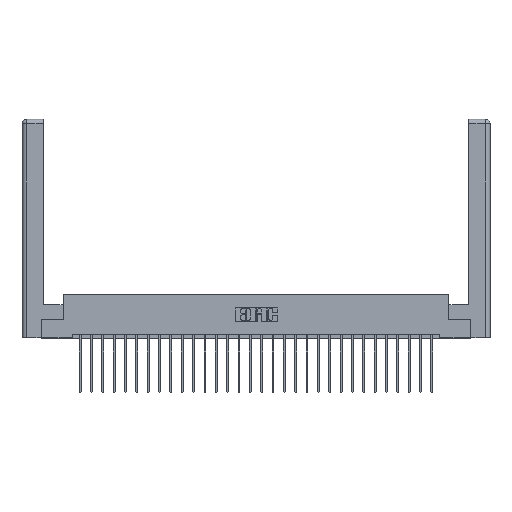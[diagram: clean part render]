
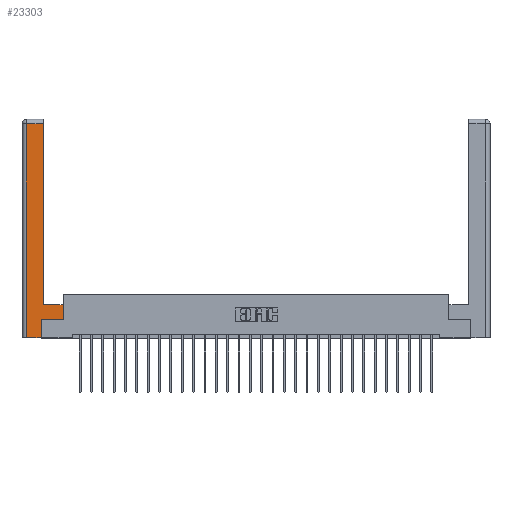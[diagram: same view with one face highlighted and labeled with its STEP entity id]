
A CAD part, top view. The second image highlights one B-rep face of the part: STEP entity #23303.
In plain terms, the highlighted planar face has unit normal (0, 0, 1).
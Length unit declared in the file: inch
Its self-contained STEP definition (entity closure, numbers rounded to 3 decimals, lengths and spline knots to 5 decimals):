
#68 = ORIENTED_EDGE ( 'NONE', *, *, #6345, .T. ) ;
#434 = EDGE_CURVE ( 'NONE', #3173, #3837, #15538, .T. ) ;
#1011 = DIRECTION ( 'NONE',  ( -1., 0., 0. ) ) ;
#1145 = DIRECTION ( 'NONE',  ( 0., 1., 0. ) ) ;
#2350 = ORIENTED_EDGE ( 'NONE', *, *, #24786, .T. ) ;
#2882 = CARTESIAN_POINT ( 'NONE',  ( 0.295, 0.45, 0. ) ) ;
#3142 = DIRECTION ( 'NONE',  ( 0., 0., -1. ) ) ;
#3153 = VERTEX_POINT ( 'NONE', #13066 ) ;
#3173 = VERTEX_POINT ( 'NONE', #9278 ) ;
#3216 = LINE ( 'NONE', #13573, #19556 ) ;
#3272 = VERTEX_POINT ( 'NONE', #13989 ) ;
#3381 = CARTESIAN_POINT ( 'NONE',  ( 0.265, 0., 0. ) ) ;
#3745 = EDGE_CURVE ( 'NONE', #25561, #3173, #12129, .T. ) ;
#3837 = VERTEX_POINT ( 'NONE', #26646 ) ;
#4330 = CARTESIAN_POINT ( 'NONE',  ( 0.265, 0.245, 0. ) ) ;
#5379 = EDGE_LOOP ( 'NONE', ( #12336, #28524, #16631, #68, #15523, #2350, #20891, #19987 ) ) ;
#5815 = VECTOR ( 'NONE', #19850, 39.37008 ) ;
#6345 = EDGE_CURVE ( 'NONE', #22200, #3272, #25328, .T. ) ;
#6869 = DIRECTION ( 'NONE',  ( -1., 0., 0. ) ) ;
#7245 = DIRECTION ( 'NONE',  ( -1., 0., 0. ) ) ;
#8274 = CARTESIAN_POINT ( 'NONE',  ( 0.0615, 2.94, 0. ) ) ;
#9005 = LINE ( 'NONE', #26310, #16633 ) ;
#9278 = CARTESIAN_POINT ( 'NONE',  ( 0.565, 0.45, 0. ) ) ;
#9447 = CARTESIAN_POINT ( 'NONE',  ( 0.565, 0.245, 0. ) ) ;
#10191 = PLANE ( 'NONE',  #18416 ) ;
#11047 = LINE ( 'NONE', #4330, #5815 ) ;
#11167 = EDGE_CURVE ( 'NONE', #3272, #20716, #11047, .T. ) ;
#11393 = VECTOR ( 'NONE', #7245, 39.37008 ) ;
#11812 = VERTEX_POINT ( 'NONE', #8274 ) ;
#12129 = LINE ( 'NONE', #14387, #25356 ) ;
#12326 = DIRECTION ( 'NONE',  ( 1., 0., 0. ) ) ;
#12336 = ORIENTED_EDGE ( 'NONE', *, *, #17775, .T. ) ;
#12685 = CARTESIAN_POINT ( 'NONE',  ( 0.0615, 0., 0. ) ) ;
#13066 = CARTESIAN_POINT ( 'NONE',  ( 0.295, 2.94, 0. ) ) ;
#13573 = CARTESIAN_POINT ( 'NONE',  ( 0.0615, 2.94, 0. ) ) ;
#13950 = FACE_OUTER_BOUND ( 'NONE', #5379, .T. ) ;
#13989 = CARTESIAN_POINT ( 'NONE',  ( 0.265, 0., 0. ) ) ;
#14181 = CARTESIAN_POINT ( 'NONE',  ( 0.295, 3., 0. ) ) ;
#14387 = CARTESIAN_POINT ( 'NONE',  ( 0.565, 0.45, 0. ) ) ;
#14558 = DIRECTION ( 'NONE',  ( 0., 1., 0. ) ) ;
#15523 = ORIENTED_EDGE ( 'NONE', *, *, #11167, .T. ) ;
#15538 = LINE ( 'NONE', #2882, #11393 ) ;
#15671 = CARTESIAN_POINT ( 'NONE',  ( 0.265, 0.245, 0. ) ) ;
#16045 = VECTOR ( 'NONE', #1145, 39.37008 ) ;
#16631 = ORIENTED_EDGE ( 'NONE', *, *, #22283, .T. ) ;
#16633 = VECTOR ( 'NONE', #17640, 39.37008 ) ;
#17412 = EDGE_CURVE ( 'NONE', #3153, #11812, #3216, .T. ) ;
#17640 = DIRECTION ( 'NONE',  ( 1., 0., 0. ) ) ;
#17775 = EDGE_CURVE ( 'NONE', #3837, #3153, #21966, .T. ) ;
#17984 = VECTOR ( 'NONE', #12326, 39.37008 ) ;
#18416 = AXIS2_PLACEMENT_3D ( 'NONE', #28231, #3142, #1011 ) ;
#19556 = VECTOR ( 'NONE', #6869, 39.37008 ) ;
#19850 = DIRECTION ( 'NONE',  ( 0., 1., 0. ) ) ;
#19987 = ORIENTED_EDGE ( 'NONE', *, *, #434, .T. ) ;
#20678 = LINE ( 'NONE', #12685, #27974 ) ;
#20716 = VERTEX_POINT ( 'NONE', #15671 ) ;
#20891 = ORIENTED_EDGE ( 'NONE', *, *, #3745, .T. ) ;
#21617 = CARTESIAN_POINT ( 'NONE',  ( 0.0615, 0., 0. ) ) ;
#21966 = LINE ( 'NONE', #14181, #16045 ) ;
#22200 = VERTEX_POINT ( 'NONE', #21617 ) ;
#22283 = EDGE_CURVE ( 'NONE', #11812, #22200, #20678, .T. ) ;
#23303 = ADVANCED_FACE ( 'NONE', ( #13950 ), #10191, .F. ) ;
#24786 = EDGE_CURVE ( 'NONE', #20716, #25561, #9005, .T. ) ;
#25328 = LINE ( 'NONE', #3381, #17984 ) ;
#25356 = VECTOR ( 'NONE', #14558, 39.37008 ) ;
#25561 = VERTEX_POINT ( 'NONE', #9447 ) ;
#25809 = DIRECTION ( 'NONE',  ( 0., -1., 0. ) ) ;
#26310 = CARTESIAN_POINT ( 'NONE',  ( 0.565, 0.245, 0. ) ) ;
#26646 = CARTESIAN_POINT ( 'NONE',  ( 0.295, 0.45, 0. ) ) ;
#27974 = VECTOR ( 'NONE', #25809, 39.37008 ) ;
#28231 = CARTESIAN_POINT ( 'NONE',  ( 0., 0., 0. ) ) ;
#28524 = ORIENTED_EDGE ( 'NONE', *, *, #17412, .T. ) ;
